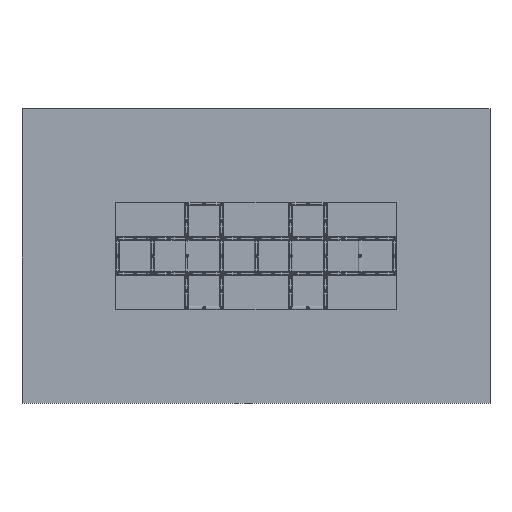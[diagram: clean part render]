
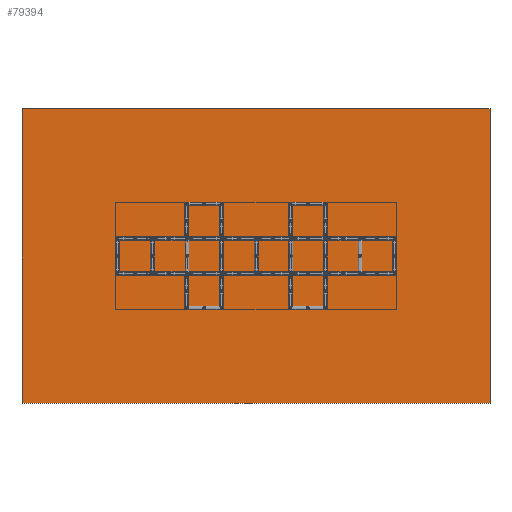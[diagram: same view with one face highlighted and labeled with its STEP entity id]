
A CAD part, top view. The second image highlights one B-rep face of the part: STEP entity #79394.
In plain terms, the highlighted face is planar.
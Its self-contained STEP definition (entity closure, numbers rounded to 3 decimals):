
#13408=LINE('',#741369,#14945);
#13409=LINE('',#741371,#14946);
#13410=LINE('',#741373,#14947);
#13411=LINE('',#741374,#14948);
#14945=VECTOR('',#97003,10.);
#14946=VECTOR('',#97004,10.);
#14947=VECTOR('',#97005,10.);
#14948=VECTOR('',#97006,10.);
#20277=FACE_OUTER_BOUND('',#25695,.T.);
#25695=EDGE_LOOP('',(#73505,#73506,#73507,#73508));
#36609=VERTEX_POINT('',#741367);
#36610=VERTEX_POINT('',#741368);
#36611=VERTEX_POINT('',#741370);
#36612=VERTEX_POINT('',#741372);
#48909=EDGE_CURVE('',#36609,#36610,#13408,.T.);
#48910=EDGE_CURVE('',#36610,#36611,#13409,.T.);
#48911=EDGE_CURVE('',#36611,#36612,#13410,.T.);
#48912=EDGE_CURVE('',#36612,#36609,#13411,.T.);
#73505=ORIENTED_EDGE('',*,*,#48909,.T.);
#73506=ORIENTED_EDGE('',*,*,#48910,.T.);
#73507=ORIENTED_EDGE('',*,*,#48911,.T.);
#73508=ORIENTED_EDGE('',*,*,#48912,.T.);
#74239=PLANE('',#84788);
#79394=ADVANCED_FACE('',(#20277),#74239,.F.);
#84788=AXIS2_PLACEMENT_3D('',#741366,#97001,#97002);
#97001=DIRECTION('center_axis',(0.,-1.,0.));
#97002=DIRECTION('ref_axis',(0.,0.,1.));
#97003=DIRECTION('',(1.,0.,0.));
#97004=DIRECTION('',(0.,0.,-1.));
#97005=DIRECTION('',(-1.,0.,0.));
#97006=DIRECTION('',(0.,0.,1.));
#741366=CARTESIAN_POINT('Origin',(2132.057,0.,-576.078));
#741367=CARTESIAN_POINT('',(-1514.943,0.,2055.));
#741368=CARTESIAN_POINT('',(5990.057,0.,2055.));
#741369=CARTESIAN_POINT('',(1007.114,0.,2055.));
#741370=CARTESIAN_POINT('',(5990.057,0.,-2675.));
#741371=CARTESIAN_POINT('',(5990.057,0.,-1035.391));
#741372=CARTESIAN_POINT('',(-1514.943,0.,-2675.));
#741373=CARTESIAN_POINT('',(1007.114,0.,-2675.));
#741374=CARTESIAN_POINT('',(-1514.943,0.,-6.136));
